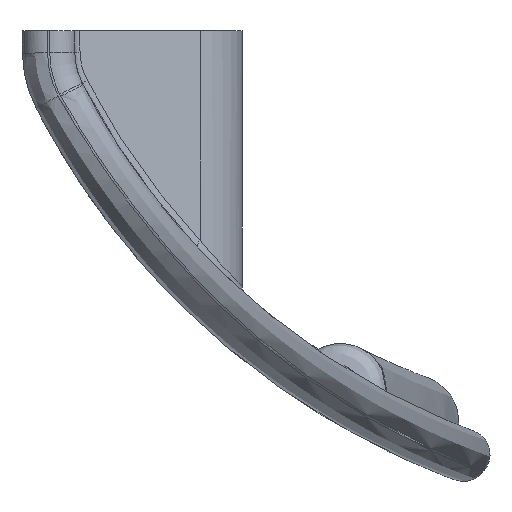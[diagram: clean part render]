
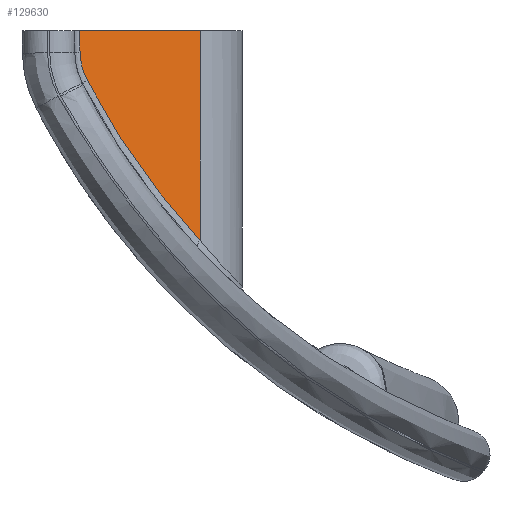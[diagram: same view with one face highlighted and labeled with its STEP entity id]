
A CAD part, left-side view. The second image highlights one B-rep face of the part: STEP entity #129630.
In plain terms, the highlighted face is planar.
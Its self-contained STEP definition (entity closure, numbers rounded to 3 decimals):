
#112710=CARTESIAN_POINT('',(0.,8.403,
226.828));
#112720=DIRECTION('',(1.,0.,0.));
#112730=VECTOR('',#112720,1.);
#112740=LINE('',#112710,#112730);
#112750=CARTESIAN_POINT('',(-10.001,8.403,
226.828));
#112760=VERTEX_POINT('',#112750);
#112770=CARTESIAN_POINT('',(0.,8.403,
226.828));
#112780=VERTEX_POINT('',#112770);
#112790=EDGE_CURVE('',#112760,#112780,#112740,.T.);
#120980=CARTESIAN_POINT('',(0.,0.,221.976));
#120990=DIRECTION('',(0.,0.866,
0.5));
#121000=VECTOR('',#120990,1.);
#121010=LINE('',#120980,#121000);
#121020=CARTESIAN_POINT('',(0.,2.653,
223.508));
#121030=VERTEX_POINT('',#121020);
#121040=EDGE_CURVE('',#121030,#112780,#121010,.T.);
#128960=CARTESIAN_POINT('',(0.,2.403,
223.364));
#128970=DIRECTION('',(0.,0.5,
-0.866));
#128980=DIRECTION('',(0.,-0.866,
-0.5));
#128990=AXIS2_PLACEMENT_3D('',#128960,#128970,#128980);
#129000=PLANE('',#128990);
#129010=CARTESIAN_POINT('',(0.,2.653,
223.508));
#129020=DIRECTION('',(-1.,0.017,
0.01));
#129030=VECTOR('',#129020,1.);
#129040=LINE('',#129010,#129030);
#129050=CARTESIAN_POINT('',(-1.025,2.671,
223.518));
#129060=VERTEX_POINT('',#129050);
#129070=EDGE_CURVE('',#121030,#129060,#129040,.T.);
#129080=ORIENTED_EDGE('',*,*,#129070,.T.);
#129090=ORIENTED_EDGE('',*,*,#121040,.F.);
#129100=ORIENTED_EDGE('',*,*,#112790,.T.);
#129110=CARTESIAN_POINT('',(-2.348,3.004,
223.711));
#129120=CARTESIAN_POINT('',(-2.363,3.012,
223.715));
#129130=CARTESIAN_POINT('',(-2.378,3.02,
223.72));
#129140=CARTESIAN_POINT('',(-2.578,3.123,
223.779));
#129150=CARTESIAN_POINT('',(-2.761,3.22,
223.835));
#129160=CARTESIAN_POINT('',(-3.358,3.543,
224.022));
#129170=CARTESIAN_POINT('',(-3.767,3.776,
224.156));
#129180=CARTESIAN_POINT('',(-4.976,4.496,
224.572));
#129190=CARTESIAN_POINT('',(-5.757,5.007,
224.867));
#129200=CARTESIAN_POINT('',(-7.059,5.936,
225.403));
#129210=CARTESIAN_POINT('',(-7.591,6.34,
225.637));
#129220=CARTESIAN_POINT('',(-8.627,7.176,
226.119));
#129230=CARTESIAN_POINT('',(-9.13,7.607,
226.368));
#129240=CARTESIAN_POINT('',(-9.734,8.155,
226.685));
#129250=CARTESIAN_POINT('',(-9.849,8.261,
226.746));
#129260=CARTESIAN_POINT('',(-9.975,8.379,
226.814));
#129270=CARTESIAN_POINT('',(-9.988,8.391,
226.821));
#129280=CARTESIAN_POINT('',(-10.001,8.403,
226.828));
#129290=B_SPLINE_CURVE_WITH_KNOTS('',3,(#129110,#129120,#129130,#129140,
#129150,#129160,#129170,#129180,#129190,#129200,#129210,#129220,#129230,
#129240,#129250,#129260,#129270,#129280),.UNSPECIFIED.,.F.,.F.,(4,2,2,2,
2,2,2,2,4),(0.,0.053,0.702,2.179,
5.134,7.271,9.408,9.913,
9.97),.UNSPECIFIED.);
#129300=CARTESIAN_POINT('',(-2.348,3.004,
223.711));
#129310=VERTEX_POINT('',#129300);
#129320=EDGE_CURVE('',#129310,#112760,#129290,.T.);
#129330=ORIENTED_EDGE('',*,*,#129320,.T.);
#129340=CARTESIAN_POINT('',(-1.025,2.671,
223.518));
#129350=CARTESIAN_POINT('',(-1.041,2.671,
223.519));
#129360=CARTESIAN_POINT('',(-1.056,2.672,
223.519));
#129370=CARTESIAN_POINT('',(-1.078,2.672,
223.519));
#129380=CARTESIAN_POINT('',(-1.085,2.673,
223.519));
#129390=CARTESIAN_POINT('',(-1.147,2.675,
223.521));
#129400=CARTESIAN_POINT('',(-1.202,2.679,
223.523));
#129410=CARTESIAN_POINT('',(-1.313,2.689,
223.529));
#129420=CARTESIAN_POINT('',(-1.368,2.696,
223.533));
#129430=CARTESIAN_POINT('',(-1.477,2.713,
223.542));
#129440=CARTESIAN_POINT('',(-1.531,2.722,
223.548));
#129450=CARTESIAN_POINT('',(-1.639,2.745,
223.561));
#129460=CARTESIAN_POINT('',(-1.693,2.758,
223.568));
#129470=CARTESIAN_POINT('',(-1.799,2.786,
223.585));
#129480=CARTESIAN_POINT('',(-1.851,2.801,
223.594));
#129490=CARTESIAN_POINT('',(-1.954,2.835,
223.613));
#129500=CARTESIAN_POINT('',(-2.005,2.853,
223.623));
#129510=CARTESIAN_POINT('',(-2.105,2.892,
223.646));
#129520=CARTESIAN_POINT('',(-2.155,2.913,
223.658));
#129530=CARTESIAN_POINT('',(-2.238,2.95,
223.68));
#129540=CARTESIAN_POINT('',(-2.272,2.966,
223.689));
#129550=CARTESIAN_POINT('',(-2.32,2.99,
223.703));
#129560=CARTESIAN_POINT('',(-2.334,2.997,
223.707));
#129570=CARTESIAN_POINT('',(-2.348,3.004,
223.711));
#129580=B_SPLINE_CURVE_WITH_KNOTS('',3,(#129340,#129350,#129360,#129370,
#129380,#129390,#129400,#129410,#129420,#129430,#129440,#129450,#129460,
#129470,#129480,#129490,#129500,#129510,#129520,#129530,#129540,#129550,
#129560,#129570),.UNSPECIFIED.,.F.,.F.,(4,2,2,2,2,2,2,2,2,2,2,4),(0.,
0.05,0.072,0.252,
0.432,0.612,0.792,0.971,
1.149,1.327,1.453,1.506),
.UNSPECIFIED.);
#129590=EDGE_CURVE('',#129060,#129310,#129580,.T.);
#129600=ORIENTED_EDGE('',*,*,#129590,.T.);
#129610=EDGE_LOOP('',(#129600,#129330,#129100,#129090,#129080));
#129620=FACE_OUTER_BOUND('',#129610,.T.);
#129630=ADVANCED_FACE('',(#129620),#129000,.T.);
